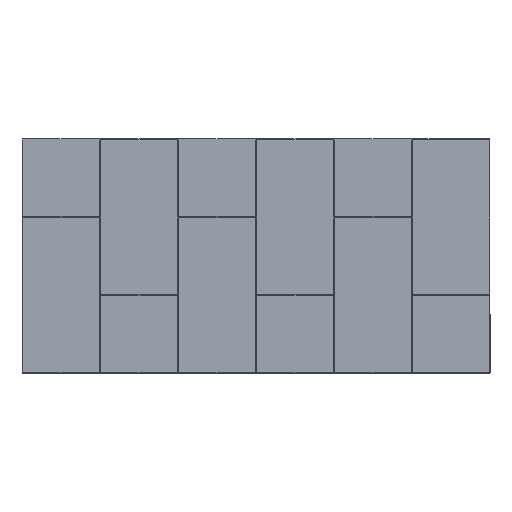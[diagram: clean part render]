
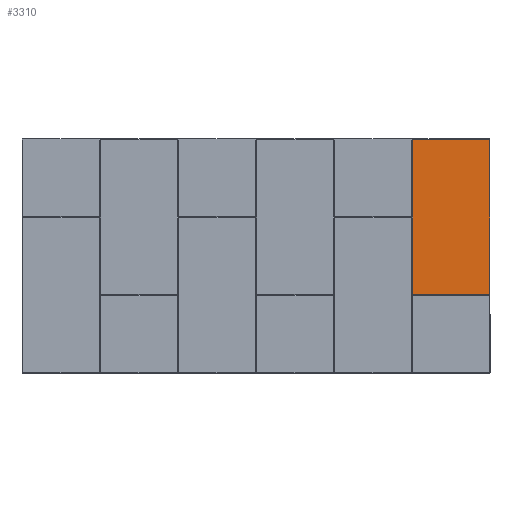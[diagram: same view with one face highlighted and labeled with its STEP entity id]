
A CAD part, top view. The second image highlights one B-rep face of the part: STEP entity #3310.
In plain terms, the highlighted planar face has unit normal (0, 0, 1).
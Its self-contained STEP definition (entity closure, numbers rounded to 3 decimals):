
#354 = CARTESIAN_POINT ( 'NONE',  ( 916.8, -2.154, 4.762 ) ) ;
#761 = LINE ( 'NONE', #3804, #11543 ) ;
#940 = VERTEX_POINT ( 'NONE', #3231 ) ;
#1365 = ORIENTED_EDGE ( 'NONE', *, *, #9272, .F. ) ;
#1461 = ORIENTED_EDGE ( 'NONE', *, *, #11496, .F. ) ;
#1841 = LINE ( 'NONE', #8986, #12484 ) ;
#1878 = VERTEX_POINT ( 'NONE', #5347 ) ;
#2029 = CARTESIAN_POINT ( 'NONE',  ( 916.554, -607.2, 4.762 ) ) ;
#2085 = CARTESIAN_POINT ( 'NONE',  ( 0., -607.446, 4.762 ) ) ;
#2215 = CARTESIAN_POINT ( 'NONE',  ( 916.62, -607.368, 4.762 ) ) ;
#2306 = CARTESIAN_POINT ( 'NONE',  ( 916.713, -2.165, 4.762 ) ) ;
#2537 = EDGE_CURVE ( 'NONE', #940, #3965, #16019, .T. ) ;
#3228 = CARTESIAN_POINT ( 'NONE',  ( 916.556, -607.244, 4.762 ) ) ;
#3231 = CARTESIAN_POINT ( 'NONE',  ( 916.8, -607.446, 4.762 ) ) ;
#3310 = ADVANCED_FACE ( 'NONE', ( #17938 ), #5399, .T. ) ;
#3312 = CARTESIAN_POINT ( 'NONE',  ( 916.568, -607.285, 4.762 ) ) ;
#3496 = CARTESIAN_POINT ( 'NONE',  ( 916.756, -607.444, 4.762 ) ) ;
#3588 = CARTESIAN_POINT ( 'NONE',  ( 916.554, -607.222, 4.762 ) ) ;
#3804 = CARTESIAN_POINT ( 'NONE',  ( 916.554, 0., 4.762 ) ) ;
#3965 = VERTEX_POINT ( 'NONE', #15072 ) ;
#4018 = DIRECTION ( 'NONE',  ( 0., 0., 1. ) ) ;
#4308 = CARTESIAN_POINT ( 'NONE',  ( 916.8, -2.154, 4.762 ) ) ;
#4700 = CARTESIAN_POINT ( 'NONE',  ( 916.715, -607.432, 4.762 ) ) ;
#4881 = CARTESIAN_POINT ( 'NONE',  ( 916.638, -607.386, 4.762 ) ) ;
#4974 = CARTESIAN_POINT ( 'NONE',  ( 916.778, -607.446, 4.762 ) ) ;
#5056 = CARTESIAN_POINT ( 'NONE',  ( 916.564, -2.325, 4.762 ) ) ;
#5347 = CARTESIAN_POINT ( 'NONE',  ( 1218.235, -2.154, 4.763 ) ) ;
#5399 = PLANE ( 'NONE',  #6991 ) ;
#5783 = B_SPLINE_CURVE_WITH_KNOTS ( 'NONE', 3,
 ( #16147, #4974, #3496, #4700, #11924, #7445, #17517, #4881, #14583, #2215, #11734, #17331, #8996, #10354, #3312, #3228, #3588, #2029 ),
 .UNSPECIFIED., .F., .F.,
 ( 4, 2, 2, 2, 2, 2, 2, 2, 4 ),
 ( 0., 0.169, 0.333, 0.436, 0.5, 0.564, 0.667, 0.831, 1. ),
 .UNSPECIFIED. ) ;
#5856 = CARTESIAN_POINT ( 'NONE',  ( 916.757, -2.154, 4.762 ) ) ;
#6663 = LINE ( 'NONE', #12236, #7152 ) ;
#6991 = AXIS2_PLACEMENT_3D ( 'NONE', #16568, #4018, #15276 ) ;
#7152 = VECTOR ( 'NONE', #17834, 1000. ) ;
#7445 = CARTESIAN_POINT ( 'NONE',  ( 916.665, -607.407, 4.762 ) ) ;
#7682 = DIRECTION ( 'NONE',  ( 1., 0., 0. ) ) ;
#7862 = VERTEX_POINT ( 'NONE', #354 ) ;
#7895 = CARTESIAN_POINT ( 'NONE',  ( 916.554, -2.384, 4.762 ) ) ;
#8503 = EDGE_CURVE ( 'NONE', #1878, #7862, #1841, .T. ) ;
#8986 = CARTESIAN_POINT ( 'NONE',  ( 0., -2.154, 4.762 ) ) ;
#8996 = CARTESIAN_POINT ( 'NONE',  ( 916.593, -607.335, 4.762 ) ) ;
#9272 = EDGE_CURVE ( 'NONE', #1878, #3965, #6663, .T. ) ;
#9696 = VERTEX_POINT ( 'NONE', #11533 ) ;
#10354 = CARTESIAN_POINT ( 'NONE',  ( 916.576, -607.305, 4.762 ) ) ;
#10358 = CARTESIAN_POINT ( 'NONE',  ( 916.554, -607.2, 4.762 ) ) ;
#10530 = CARTESIAN_POINT ( 'NONE',  ( 916.554, -2.4, 4.762 ) ) ;
#10619 = CARTESIAN_POINT ( 'NONE',  ( 916.573, -2.3, 4.762 ) ) ;
#11496 = EDGE_CURVE ( 'NONE', #9696, #7862, #11795, .T. ) ;
#11533 = CARTESIAN_POINT ( 'NONE',  ( 916.554, -2.4, 4.762 ) ) ;
#11543 = VECTOR ( 'NONE', #17821, 1000. ) ;
#11734 = CARTESIAN_POINT ( 'NONE',  ( 916.614, -607.362, 4.762 ) ) ;
#11795 = B_SPLINE_CURVE_WITH_KNOTS ( 'NONE', 3,
 ( #10530, #7895, #16139, #5056, #10619, #12282, #16230, #2306, #5856, #4308 ),
 .UNSPECIFIED., .F., .F.,
 ( 4, 2, 2, 2, 4 ),
 ( 0., 0.128, 0.333, 0.662, 1. ),
 .UNSPECIFIED. ) ;
#11924 = CARTESIAN_POINT ( 'NONE',  ( 916.695, -607.424, 4.762 ) ) ;
#12236 = CARTESIAN_POINT ( 'NONE',  ( 1218.235, 0., 4.763 ) ) ;
#12282 = CARTESIAN_POINT ( 'NONE',  ( 916.608, -2.24, 4.762 ) ) ;
#12484 = VECTOR ( 'NONE', #13205, 1000. ) ;
#12658 = EDGE_LOOP ( 'NONE', ( #1461, #13725, #17173, #16487, #1365, #13570 ) ) ;
#12891 = EDGE_CURVE ( 'NONE', #940, #15738, #5783, .T. ) ;
#13205 = DIRECTION ( 'NONE',  ( -1., 0., 0. ) ) ;
#13570 = ORIENTED_EDGE ( 'NONE', *, *, #8503, .T. ) ;
#13725 = ORIENTED_EDGE ( 'NONE', *, *, #15539, .T. ) ;
#14583 = CARTESIAN_POINT ( 'NONE',  ( 916.632, -607.38, 4.762 ) ) ;
#15072 = CARTESIAN_POINT ( 'NONE',  ( 1218.235, -607.446, 4.763 ) ) ;
#15276 = DIRECTION ( 'NONE',  ( 1., 0., 0. ) ) ;
#15539 = EDGE_CURVE ( 'NONE', #9696, #15738, #761, .T. ) ;
#15738 = VERTEX_POINT ( 'NONE', #10358 ) ;
#16019 = LINE ( 'NONE', #2085, #17483 ) ;
#16139 = CARTESIAN_POINT ( 'NONE',  ( 916.555, -2.367, 4.762 ) ) ;
#16147 = CARTESIAN_POINT ( 'NONE',  ( 916.8, -607.446, 4.762 ) ) ;
#16230 = CARTESIAN_POINT ( 'NONE',  ( 916.639, -2.209, 4.762 ) ) ;
#16487 = ORIENTED_EDGE ( 'NONE', *, *, #2537, .T. ) ;
#16568 = CARTESIAN_POINT ( 'NONE',  ( 0., 0., 4.762 ) ) ;
#17173 = ORIENTED_EDGE ( 'NONE', *, *, #12891, .F. ) ;
#17331 = CARTESIAN_POINT ( 'NONE',  ( 916.601, -607.346, 4.762 ) ) ;
#17483 = VECTOR ( 'NONE', #7682, 1000. ) ;
#17517 = CARTESIAN_POINT ( 'NONE',  ( 916.654, -607.399, 4.762 ) ) ;
#17821 = DIRECTION ( 'NONE',  ( 0., -1., 0. ) ) ;
#17834 = DIRECTION ( 'NONE',  ( 0., -1., 0. ) ) ;
#17938 = FACE_OUTER_BOUND ( 'NONE', #12658, .T. ) ;
